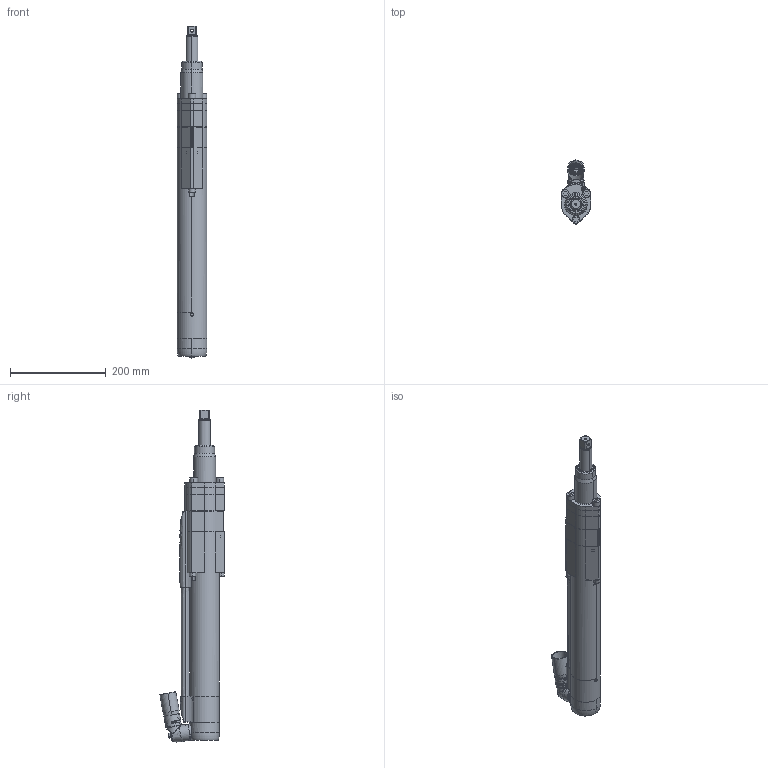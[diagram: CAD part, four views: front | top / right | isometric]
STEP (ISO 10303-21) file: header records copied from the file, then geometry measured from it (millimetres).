
FILE_DESCRIPTION((''),'2;1');
FILE_NAME('K_8435606510_ASM','2013-04-03T',('tooextcsr'),(''),'PRO/ENGINEER BY PARAMETRIC TECHNOLOGY CORPORATION, 2012420','PRO/ENGINEER BY PARAMETRIC TECHNOLOGY CORPORATION, 2012420','');
FILE_SCHEMA(('CONFIG_CONTROL_DESIGN','GEOMETRIC_VALIDATION_PROPERTIES_MIM'));
Products named in the file (7): QST62_REARCOVER_02; QST_CONNECTOR_02; QST62_230_CT_BODY; QST62_SPACER_01; QST62_FRONT_50; QST_SOCKETHOLDER_152_20; K_8435606510_ASM
Assembly tree (6 placements, depth 2):
  K_8435606510_ASM
    QST62_REARCOVER_02
    QST_CONNECTOR_02
    QST62_230_CT_BODY
    QST62_SPACER_01
    QST62_FRONT_50
    QST_SOCKETHOLDER_152_20
Bounding box: 62.07 x 134.4 x 694.1 mm (x, y, z)
Volume: 1188281.8 mm3; surface area: 413370.7 mm2
Topology: 10 solids, 45 shells, 2995 faces, 8219 edges, 5374 vertices
Faces by surface type: plane 1224, cylinder 960, cone 318, torus 247, bspline 224, extrusion 12, revolution 6, sphere 4
Entity records: 129734 total; most frequent: CARTESIAN_POINT 33636, ORIENTED_EDGE 16356, DIRECTION 14655, EDGE_CURVE 8192, AXIS2_PLACEMENT_3D 5682, VERTEX_POINT 5374, PRESENTATION_STYLE_ASSIGNMENT 5132, STYLED_ITEM 5128
